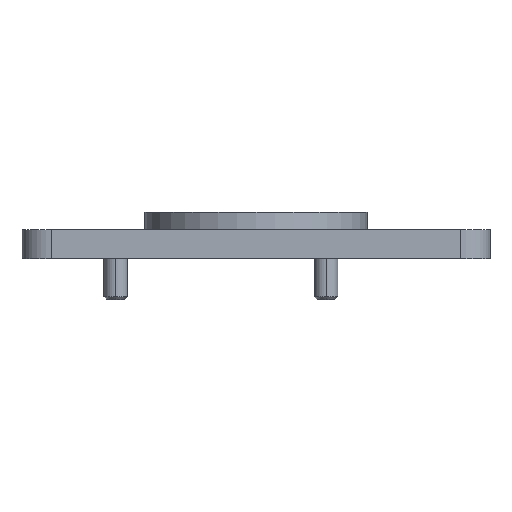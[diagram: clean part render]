
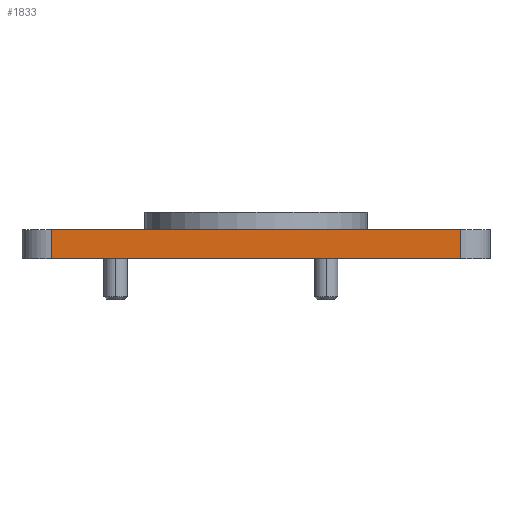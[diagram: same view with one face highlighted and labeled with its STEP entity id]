
A CAD part, front view. The second image highlights one B-rep face of the part: STEP entity #1833.
In plain terms, the highlighted planar face has unit normal (0, -1, 0).
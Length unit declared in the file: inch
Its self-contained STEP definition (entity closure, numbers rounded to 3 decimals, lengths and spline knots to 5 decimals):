
#11 = EDGE_CURVE ( 'NONE', #801, #1239, #4138, .T. ) ;
#119 = VECTOR ( 'NONE', #1831, 39.37008 ) ;
#156 = ORIENTED_EDGE ( 'NONE', *, *, #2205, .T. ) ;
#363 = ORIENTED_EDGE ( 'NONE', *, *, #4064, .F. ) ;
#521 = PLANE ( 'NONE',  #4116 ) ;
#801 = VERTEX_POINT ( 'NONE', #2432 ) ;
#859 = CARTESIAN_POINT ( 'NONE',  ( 1.5748, 0., -0.31496 ) ) ;
#864 = DIRECTION ( 'NONE',  ( 0., -1., 0. ) ) ;
#879 = LINE ( 'NONE', #859, #2670 ) ;
#886 = CARTESIAN_POINT ( 'NONE',  ( 0., 0., -0.11811 ) ) ;
#1064 = VERTEX_POINT ( 'NONE', #1262 ) ;
#1193 = CARTESIAN_POINT ( 'NONE',  ( 0.19685, 0., -0.11811 ) ) ;
#1197 = ORIENTED_EDGE ( 'NONE', *, *, #11, .T. ) ;
#1238 = LINE ( 'NONE', #1902, #2480 ) ;
#1239 = VERTEX_POINT ( 'NONE', #4023 ) ;
#1262 = CARTESIAN_POINT ( 'NONE',  ( 2.95276, 0., -0.11811 ) ) ;
#1304 = DIRECTION ( 'NONE',  ( 0., 0., -1. ) ) ;
#1569 = DIRECTION ( 'NONE',  ( 0., 0., -1. ) ) ;
#1831 = DIRECTION ( 'NONE',  ( 0., 0., -1. ) ) ;
#1833 = ADVANCED_FACE ( 'NONE', ( #2887 ), #521, .T. ) ;
#1902 = CARTESIAN_POINT ( 'NONE',  ( 0., 0., -0.11811 ) ) ;
#2205 = EDGE_CURVE ( 'NONE', #1239, #3586, #879, .T. ) ;
#2432 = CARTESIAN_POINT ( 'NONE',  ( 0.19685, 0., -0.11811 ) ) ;
#2480 = VECTOR ( 'NONE', #3858, 39.37008 ) ;
#2578 = LINE ( 'NONE', #3928, #2973 ) ;
#2670 = VECTOR ( 'NONE', #2837, 39.37008 ) ;
#2782 = EDGE_LOOP ( 'NONE', ( #3613, #1197, #156, #363 ) ) ;
#2837 = DIRECTION ( 'NONE',  ( 1., 0., 0. ) ) ;
#2887 = FACE_OUTER_BOUND ( 'NONE', #2782, .T. ) ;
#2973 = VECTOR ( 'NONE', #1304, 39.37008 ) ;
#3238 = CARTESIAN_POINT ( 'NONE',  ( 2.95276, 0., -0.31496 ) ) ;
#3368 = EDGE_CURVE ( 'NONE', #1064, #801, #1238, .T. ) ;
#3586 = VERTEX_POINT ( 'NONE', #3238 ) ;
#3613 = ORIENTED_EDGE ( 'NONE', *, *, #3368, .T. ) ;
#3858 = DIRECTION ( 'NONE',  ( -1., 0., 0. ) ) ;
#3928 = CARTESIAN_POINT ( 'NONE',  ( 2.95276, 0., 0.41058 ) ) ;
#4023 = CARTESIAN_POINT ( 'NONE',  ( 0.19685, 0., -0.31496 ) ) ;
#4064 = EDGE_CURVE ( 'NONE', #1064, #3586, #2578, .T. ) ;
#4116 = AXIS2_PLACEMENT_3D ( 'NONE', #886, #864, #1569 ) ;
#4138 = LINE ( 'NONE', #1193, #119 ) ;
